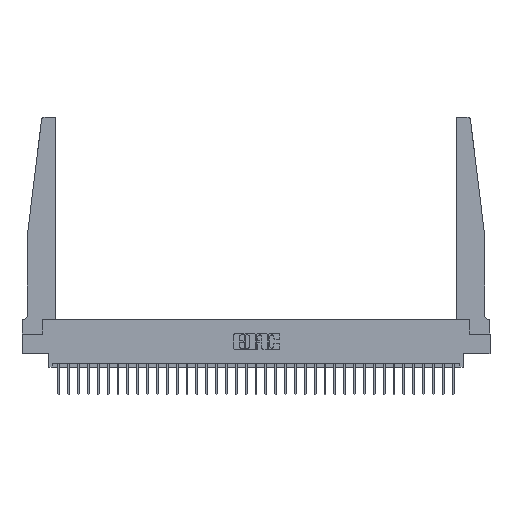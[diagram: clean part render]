
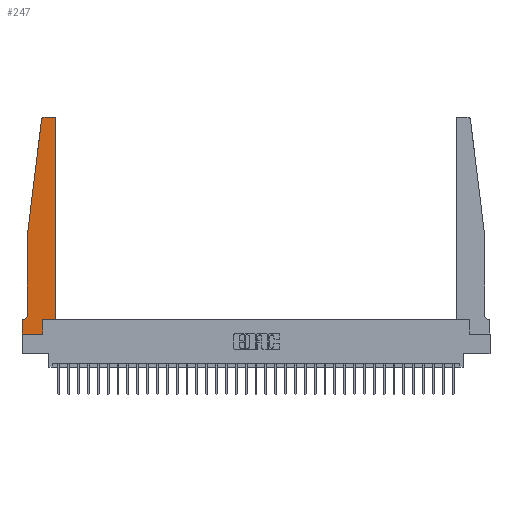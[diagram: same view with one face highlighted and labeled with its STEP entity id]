
A CAD part, top view. The second image highlights one B-rep face of the part: STEP entity #247.
In plain terms, the highlighted planar face has unit normal (0, 0, 1).
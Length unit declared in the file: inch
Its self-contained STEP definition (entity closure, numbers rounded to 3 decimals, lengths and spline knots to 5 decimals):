
#247 = ADVANCED_FACE ( 'NONE', ( #10971 ), #15926, .T. ) ;
#255 = VERTEX_POINT ( 'NONE', #30597 ) ;
#960 = EDGE_CURVE ( 'NONE', #13544, #1056, #30946, .T. ) ;
#1056 = VERTEX_POINT ( 'NONE', #4151 ) ;
#1615 = ORIENTED_EDGE ( 'NONE', *, *, #10430, .T. ) ;
#2418 = DIRECTION ( 'NONE',  ( 1., 0., 0. ) ) ;
#2699 = LINE ( 'NONE', #9724, #15775 ) ;
#2877 = VECTOR ( 'NONE', #7733, 39.37008 ) ;
#3281 = CARTESIAN_POINT ( 'NONE',  ( 0.25, 2.75, 0.37 ) ) ;
#3662 = DIRECTION ( 'NONE',  ( 0., 0., 1. ) ) ;
#4151 = CARTESIAN_POINT ( 'NONE',  ( 0.425, 2.72, 0.37 ) ) ;
#4729 = DIRECTION ( 'NONE',  ( 0., 0., 1. ) ) ;
#4754 = VECTOR ( 'NONE', #23157, 39.37008 ) ;
#5294 = CARTESIAN_POINT ( 'NONE',  ( 0., 0., 0.37 ) ) ;
#5508 = LINE ( 'NONE', #10789, #4754 ) ;
#5785 = VERTEX_POINT ( 'NONE', #8044 ) ;
#6438 = CARTESIAN_POINT ( 'NONE',  ( 0.2605, 0., 0.37 ) ) ;
#6495 = EDGE_CURVE ( 'NONE', #23538, #25431, #28902, .T. ) ;
#6557 = VERTEX_POINT ( 'NONE', #6438 ) ;
#7174 = CARTESIAN_POINT ( 'NONE',  ( 0., 0., 0.37 ) ) ;
#7353 = ORIENTED_EDGE ( 'NONE', *, *, #31203, .T. ) ;
#7733 = DIRECTION ( 'NONE',  ( 1., 0., 0. ) ) ;
#7745 = ORIENTED_EDGE ( 'NONE', *, *, #8130, .T. ) ;
#7763 = VERTEX_POINT ( 'NONE', #20654 ) ;
#7880 = CARTESIAN_POINT ( 'NONE',  ( 0.065, 1.25, 0.37 ) ) ;
#7996 = AXIS2_PLACEMENT_3D ( 'NONE', #13433, #3662, #20832 ) ;
#8044 = CARTESIAN_POINT ( 'NONE',  ( 0., 0.1875, 0.37 ) ) ;
#8130 = EDGE_CURVE ( 'NONE', #1056, #20822, #19207, .T. ) ;
#9298 = ORIENTED_EDGE ( 'NONE', *, *, #20702, .T. ) ;
#9586 = LINE ( 'NONE', #3281, #27651 ) ;
#9713 = VERTEX_POINT ( 'NONE', #19136 ) ;
#9724 = CARTESIAN_POINT ( 'NONE',  ( 0., 0., 0.37 ) ) ;
#9790 = EDGE_CURVE ( 'NONE', #255, #9713, #30205, .T. ) ;
#9818 = VERTEX_POINT ( 'NONE', #7174 ) ;
#9851 = EDGE_LOOP ( 'NONE', ( #23496, #28487, #21974, #1615, #20409, #7353, #18907, #31175, #30780, #9298, #14316, #7745 ) ) ;
#10140 = AXIS2_PLACEMENT_3D ( 'NONE', #13672, #30832, #16156 ) ;
#10344 = DIRECTION ( 'NONE',  ( 0., -1., 0. ) ) ;
#10430 = EDGE_CURVE ( 'NONE', #15091, #23538, #14061, .T. ) ;
#10705 = CARTESIAN_POINT ( 'NONE',  ( 0.425, 0.18, 0.37 ) ) ;
#10789 = CARTESIAN_POINT ( 'NONE',  ( 0.2605, 0.18, 0.37 ) ) ;
#10960 = CARTESIAN_POINT ( 'NONE',  ( 0.065, 0.1875, 0.37 ) ) ;
#10971 = FACE_OUTER_BOUND ( 'NONE', #9851, .T. ) ;
#11047 = EDGE_CURVE ( 'NONE', #9818, #6557, #22441, .T. ) ;
#11646 = VECTOR ( 'NONE', #30745, 39.37008 ) ;
#12192 = LINE ( 'NONE', #31687, #17975 ) ;
#12431 = LINE ( 'NONE', #10960, #11646 ) ;
#13332 = AXIS2_PLACEMENT_3D ( 'NONE', #19447, #4729, #21911 ) ;
#13433 = CARTESIAN_POINT ( 'NONE',  ( 0., 0.1875, 0.37 ) ) ;
#13544 = VERTEX_POINT ( 'NONE', #30987 ) ;
#13672 = CARTESIAN_POINT ( 'NONE',  ( 0.015, 0.2375, 0.37 ) ) ;
#13852 = DIRECTION ( 'NONE',  ( 0., -1., 0. ) ) ;
#14061 = LINE ( 'NONE', #7880, #19811 ) ;
#14316 = ORIENTED_EDGE ( 'NONE', *, *, #960, .T. ) ;
#14700 = LINE ( 'NONE', #10705, #26231 ) ;
#15091 = VERTEX_POINT ( 'NONE', #19113 ) ;
#15202 = EDGE_CURVE ( 'NONE', #5785, #9818, #2699, .T. ) ;
#15775 = VECTOR ( 'NONE', #13852, 39.37008 ) ;
#15926 = PLANE ( 'NONE',  #7996 ) ;
#16156 = DIRECTION ( 'NONE',  ( -1., 0., 0. ) ) ;
#16545 = CARTESIAN_POINT ( 'NONE',  ( 0.015, 0.1875, 0.37 ) ) ;
#17127 = DIRECTION ( 'NONE',  ( 0., 0., 1. ) ) ;
#17131 = VECTOR ( 'NONE', #30774, 39.37008 ) ;
#17975 = VECTOR ( 'NONE', #24397, 39.37008 ) ;
#18907 = ORIENTED_EDGE ( 'NONE', *, *, #15202, .T. ) ;
#19113 = CARTESIAN_POINT ( 'NONE',  ( 0.065, 1.25, 0.37 ) ) ;
#19136 = CARTESIAN_POINT ( 'NONE',  ( 0.24675, 2.72367, 0.37 ) ) ;
#19207 = CIRCLE ( 'NONE', #30767, 0.03 ) ;
#19447 = CARTESIAN_POINT ( 'NONE',  ( 0.27653, 2.72, 0.37 ) ) ;
#19811 = VECTOR ( 'NONE', #10344, 39.37008 ) ;
#20409 = ORIENTED_EDGE ( 'NONE', *, *, #6495, .T. ) ;
#20654 = CARTESIAN_POINT ( 'NONE',  ( 0.2605, 0.18, 0.37 ) ) ;
#20702 = EDGE_CURVE ( 'NONE', #7763, #13544, #14700, .T. ) ;
#20822 = VERTEX_POINT ( 'NONE', #25902 ) ;
#20832 = DIRECTION ( 'NONE',  ( 1., 0., 0. ) ) ;
#21911 = DIRECTION ( 'NONE',  ( 1., 0., 0. ) ) ;
#21974 = ORIENTED_EDGE ( 'NONE', *, *, #24865, .T. ) ;
#22441 = LINE ( 'NONE', #5294, #2877 ) ;
#22587 = EDGE_CURVE ( 'NONE', #20822, #255, #9586, .T. ) ;
#23157 = DIRECTION ( 'NONE',  ( 0., 1., 0. ) ) ;
#23496 = ORIENTED_EDGE ( 'NONE', *, *, #22587, .T. ) ;
#23538 = VERTEX_POINT ( 'NONE', #29625 ) ;
#24397 = DIRECTION ( 'NONE',  ( -0.122, -0.992, 0. ) ) ;
#24865 = EDGE_CURVE ( 'NONE', #9713, #15091, #12192, .T. ) ;
#25431 = VERTEX_POINT ( 'NONE', #16545 ) ;
#25576 = DIRECTION ( 'NONE',  ( 1., 0., 0. ) ) ;
#25864 = CARTESIAN_POINT ( 'NONE',  ( 0.425, 0.18, 0.37 ) ) ;
#25902 = CARTESIAN_POINT ( 'NONE',  ( 0.395, 2.75, 0.37 ) ) ;
#26231 = VECTOR ( 'NONE', #25576, 39.37008 ) ;
#27311 = EDGE_CURVE ( 'NONE', #6557, #7763, #5508, .T. ) ;
#27651 = VECTOR ( 'NONE', #30319, 39.37008 ) ;
#28487 = ORIENTED_EDGE ( 'NONE', *, *, #9790, .T. ) ;
#28902 = CIRCLE ( 'NONE', #10140, 0.05 ) ;
#29625 = CARTESIAN_POINT ( 'NONE',  ( 0.065, 0.2375, 0.37 ) ) ;
#30205 = CIRCLE ( 'NONE', #13332, 0.03 ) ;
#30319 = DIRECTION ( 'NONE',  ( -1., 0., 0. ) ) ;
#30597 = CARTESIAN_POINT ( 'NONE',  ( 0.27653, 2.75, 0.37 ) ) ;
#30745 = DIRECTION ( 'NONE',  ( -1., 0., 0. ) ) ;
#30767 = AXIS2_PLACEMENT_3D ( 'NONE', #31817, #17127, #2418 ) ;
#30774 = DIRECTION ( 'NONE',  ( 0., 1., 0. ) ) ;
#30780 = ORIENTED_EDGE ( 'NONE', *, *, #27311, .T. ) ;
#30832 = DIRECTION ( 'NONE',  ( 0., 0., -1. ) ) ;
#30946 = LINE ( 'NONE', #25864, #17131 ) ;
#30987 = CARTESIAN_POINT ( 'NONE',  ( 0.425, 0.18, 0.37 ) ) ;
#31175 = ORIENTED_EDGE ( 'NONE', *, *, #11047, .T. ) ;
#31203 = EDGE_CURVE ( 'NONE', #25431, #5785, #12431, .T. ) ;
#31687 = CARTESIAN_POINT ( 'NONE',  ( 0.065, 1.25, 0.37 ) ) ;
#31817 = CARTESIAN_POINT ( 'NONE',  ( 0.395, 2.72, 0.37 ) ) ;
